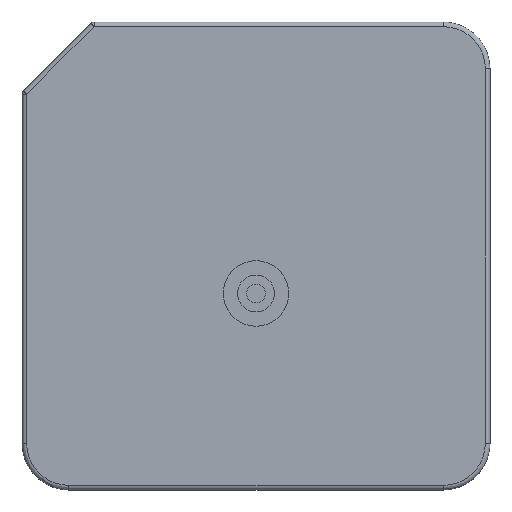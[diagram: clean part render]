
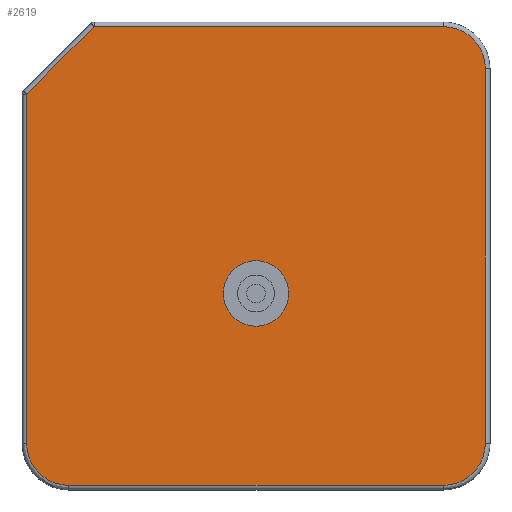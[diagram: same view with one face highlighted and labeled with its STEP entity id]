
A CAD part, front view. The second image highlights one B-rep face of the part: STEP entity #2619.
In plain terms, the highlighted planar face has unit normal (0, -1, 0).
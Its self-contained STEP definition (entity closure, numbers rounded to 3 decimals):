
#83 = CARTESIAN_POINT ( 'NONE',  ( 0., 0., -3. ) ) ;
#85 = DIRECTION ( 'NONE',  ( 0., 0., 1. ) ) ;
#97 = CARTESIAN_POINT ( 'NONE',  ( 9.8, 0., -8. ) ) ;
#146 = DIRECTION ( 'NONE',  ( 0., 0., -1. ) ) ;
#161 = CARTESIAN_POINT ( 'NONE',  ( 8., 0., 9.8 ) ) ;
#187 = EDGE_CURVE ( 'NONE', #1939, #1687, #739, .T. ) ;
#198 = ORIENTED_EDGE ( 'NONE', *, *, #1157, .F. ) ;
#314 = CARTESIAN_POINT ( 'NONE',  ( 8., 0., 9.8 ) ) ;
#321 = VECTOR ( 'NONE', #146, 1000. ) ;
#336 = DIRECTION ( 'NONE',  ( -1., 0., 0. ) ) ;
#366 = EDGE_CURVE ( 'NONE', #2544, #813, #1501, .T. ) ;
#373 = DIRECTION ( 'NONE',  ( 0.707, 0., 0.707 ) ) ;
#388 = AXIS2_PLACEMENT_3D ( 'NONE', #2193, #1970, #406 ) ;
#396 = CARTESIAN_POINT ( 'NONE',  ( -6.917, 0., 9.8 ) ) ;
#406 = DIRECTION ( 'NONE',  ( 0., 0., 1. ) ) ;
#416 = CARTESIAN_POINT ( 'NONE',  ( -8., 0., -9.8 ) ) ;
#452 = VECTOR ( 'NONE', #787, 1000. ) ;
#461 = VERTEX_POINT ( 'NONE', #83 ) ;
#472 = LINE ( 'NONE', #1698, #321 ) ;
#484 = EDGE_LOOP ( 'NONE', ( #2344, #2434, #2018, #198, #1393, #1798, #1582, #1106 ) ) ;
#550 = CARTESIAN_POINT ( 'NONE',  ( 0., 0., -1.6 ) ) ;
#553 = LINE ( 'NONE', #1713, #452 ) ;
#671 = EDGE_LOOP ( 'NONE', ( #2099, #1515 ) ) ;
#681 = EDGE_CURVE ( 'NONE', #2897, #1804, #553, .T. ) ;
#739 = LINE ( 'NONE', #161, #2395 ) ;
#787 = DIRECTION ( 'NONE',  ( 0., 0., 1. ) ) ;
#789 = EDGE_CURVE ( 'NONE', #461, #2047, #2576, .T. ) ;
#792 = CARTESIAN_POINT ( 'NONE',  ( 9.054, 0., -9.8 ) ) ;
#813 = VERTEX_POINT ( 'NONE', #1066 ) ;
#885 = VERTEX_POINT ( 'NONE', #416 ) ;
#947 = VERTEX_POINT ( 'NONE', #1601 ) ;
#1002 = LINE ( 'NONE', #2819, #2769 ) ;
#1014 = CARTESIAN_POINT ( 'NONE',  ( 9.054, 0., 9.8 ) ) ;
#1049 = CARTESIAN_POINT ( 'NONE',  ( -9.8, 0., -9.054 ) ) ;
#1066 = CARTESIAN_POINT ( 'NONE',  ( 8., 0., -9.8 ) ) ;
#1106 = ORIENTED_EDGE ( 'NONE', *, *, #187, .F. ) ;
#1148 = CARTESIAN_POINT ( 'NONE',  ( 0., 0., -0.2 ) ) ;
#1157 = EDGE_CURVE ( 'NONE', #813, #885, #1002, .T. ) ;
#1176 = EDGE_CURVE ( 'NONE', #947, #2544, #472, .T. ) ;
#1223 = DIRECTION ( 'NONE',  ( 0., 1., 0. ) ) ;
#1224 = DIRECTION ( 'NONE',  ( 0., -1., 0. ) ) ;
#1393 = ORIENTED_EDGE ( 'NONE', *, *, #366, .F. ) ;
#1440 = CARTESIAN_POINT ( 'NONE',  ( 8., 0., -9.8 ) ) ;
#1460 = DIRECTION ( 'NONE',  ( 0., 0., 1. ) ) ;
#1467 = CARTESIAN_POINT ( 'NONE',  ( -9.8, 0., 6.917 ) ) ;
#1501 =( BOUNDED_CURVE ( )  B_SPLINE_CURVE ( 3, ( #97, #2126, #792, #1440 ),
 .UNSPECIFIED., .F., .F. ) 
 B_SPLINE_CURVE_WITH_KNOTS ( ( 4, 4 ),
 ( 0., 1. ),
 .UNSPECIFIED. ) 
 CURVE ( )  GEOMETRIC_REPRESENTATION_ITEM ( )  RATIONAL_B_SPLINE_CURVE ( ( 1., 0.805, 0.805, 1. ) ) 
 REPRESENTATION_ITEM ( '' )  );
#1515 = ORIENTED_EDGE ( 'NONE', *, *, #789, .F. ) ;
#1528 = EDGE_CURVE ( 'NONE', #885, #2897, #1943, .T. ) ;
#1548 = CARTESIAN_POINT ( 'NONE',  ( 9.8, 0., 9.054 ) ) ;
#1554 = VECTOR ( 'NONE', #373, 1000. ) ;
#1582 = ORIENTED_EDGE ( 'NONE', *, *, #1593, .F. ) ;
#1593 = EDGE_CURVE ( 'NONE', #1687, #947, #2417, .T. ) ;
#1601 = CARTESIAN_POINT ( 'NONE',  ( 9.8, 0., 8. ) ) ;
#1604 = AXIS2_PLACEMENT_3D ( 'NONE', #550, #1224, #85 ) ;
#1622 = EDGE_CURVE ( 'NONE', #1804, #1939, #2869, .T. ) ;
#1674 = PLANE ( 'NONE',  #1872 ) ;
#1687 = VERTEX_POINT ( 'NONE', #2864 ) ;
#1698 = CARTESIAN_POINT ( 'NONE',  ( 9.8, 0., 8. ) ) ;
#1713 = CARTESIAN_POINT ( 'NONE',  ( -9.8, 0., 8. ) ) ;
#1759 = CARTESIAN_POINT ( 'NONE',  ( 9.8, 0., 8. ) ) ;
#1774 = CARTESIAN_POINT ( 'NONE',  ( -9.8, 0., 6.917 ) ) ;
#1798 = ORIENTED_EDGE ( 'NONE', *, *, #1176, .F. ) ;
#1804 = VERTEX_POINT ( 'NONE', #1467 ) ;
#1872 = AXIS2_PLACEMENT_3D ( 'NONE', #2793, #1223, #1460 ) ;
#1913 = CARTESIAN_POINT ( 'NONE',  ( -9.054, 0., -9.8 ) ) ;
#1939 = VERTEX_POINT ( 'NONE', #396 ) ;
#1943 =( BOUNDED_CURVE ( )  B_SPLINE_CURVE ( 3, ( #2371, #1913, #1049, #2803 ),
 .UNSPECIFIED., .F., .F. ) 
 B_SPLINE_CURVE_WITH_KNOTS ( ( 4, 4 ),
 ( 0., 1. ),
 .UNSPECIFIED. ) 
 CURVE ( )  GEOMETRIC_REPRESENTATION_ITEM ( )  RATIONAL_B_SPLINE_CURVE ( ( 1., 0.805, 0.805, 1. ) ) 
 REPRESENTATION_ITEM ( '' )  );
#1970 = DIRECTION ( 'NONE',  ( 0., -1., 0. ) ) ;
#2018 = ORIENTED_EDGE ( 'NONE', *, *, #1528, .F. ) ;
#2047 = VERTEX_POINT ( 'NONE', #1148 ) ;
#2083 = CARTESIAN_POINT ( 'NONE',  ( -9.8, 0., -8. ) ) ;
#2099 = ORIENTED_EDGE ( 'NONE', *, *, #2268, .F. ) ;
#2126 = CARTESIAN_POINT ( 'NONE',  ( 9.8, 0., -9.054 ) ) ;
#2193 = CARTESIAN_POINT ( 'NONE',  ( 0., 0., -1.6 ) ) ;
#2230 = FACE_BOUND ( 'NONE', #671, .T. ) ;
#2268 = EDGE_CURVE ( 'NONE', #2047, #461, #2737, .T. ) ;
#2344 = ORIENTED_EDGE ( 'NONE', *, *, #1622, .F. ) ;
#2371 = CARTESIAN_POINT ( 'NONE',  ( -8., 0., -9.8 ) ) ;
#2395 = VECTOR ( 'NONE', #2845, 1000. ) ;
#2417 =( BOUNDED_CURVE ( )  B_SPLINE_CURVE ( 3, ( #314, #1014, #1548, #1759 ),
 .UNSPECIFIED., .F., .F. ) 
 B_SPLINE_CURVE_WITH_KNOTS ( ( 4, 4 ),
 ( 0., 1. ),
 .UNSPECIFIED. ) 
 CURVE ( )  GEOMETRIC_REPRESENTATION_ITEM ( )  RATIONAL_B_SPLINE_CURVE ( ( 1., 0.805, 0.805, 1. ) ) 
 REPRESENTATION_ITEM ( '' )  );
#2434 = ORIENTED_EDGE ( 'NONE', *, *, #681, .F. ) ;
#2506 = FACE_OUTER_BOUND ( 'NONE', #484, .T. ) ;
#2542 = CARTESIAN_POINT ( 'NONE',  ( 9.8, 0., -8. ) ) ;
#2544 = VERTEX_POINT ( 'NONE', #2542 ) ;
#2576 = CIRCLE ( 'NONE', #388, 1.4 ) ;
#2619 = ADVANCED_FACE ( 'NONE', ( #2230, #2506 ), #1674, .F. ) ;
#2737 = CIRCLE ( 'NONE', #1604, 1.4 ) ;
#2769 = VECTOR ( 'NONE', #336, 1000. ) ;
#2793 = CARTESIAN_POINT ( 'NONE',  ( 8., 0., 8. ) ) ;
#2803 = CARTESIAN_POINT ( 'NONE',  ( -9.8, 0., -8. ) ) ;
#2819 = CARTESIAN_POINT ( 'NONE',  ( 8., 0., -9.8 ) ) ;
#2845 = DIRECTION ( 'NONE',  ( 1., 0., 0. ) ) ;
#2864 = CARTESIAN_POINT ( 'NONE',  ( 8., 0., 9.8 ) ) ;
#2869 = LINE ( 'NONE', #1774, #1554 ) ;
#2897 = VERTEX_POINT ( 'NONE', #2083 ) ;
